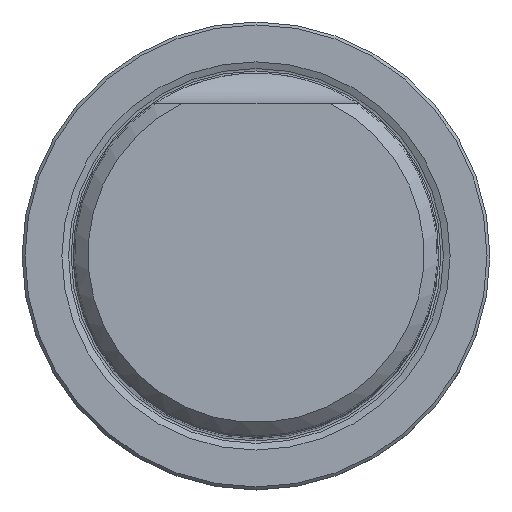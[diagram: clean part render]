
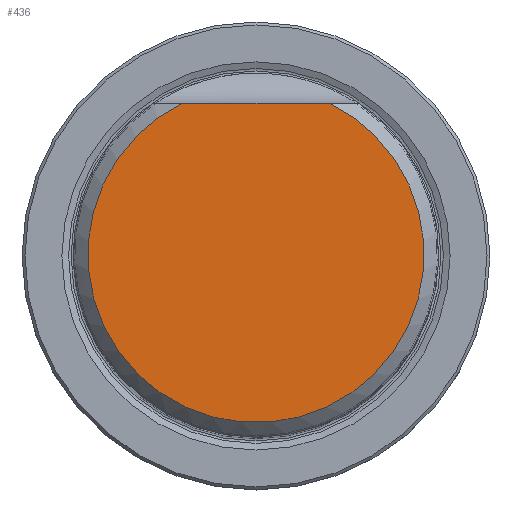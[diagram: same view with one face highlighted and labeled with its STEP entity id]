
A CAD part, top view. The second image highlights one B-rep face of the part: STEP entity #436.
In plain terms, the highlighted planar face has unit normal (0, 0, 1).
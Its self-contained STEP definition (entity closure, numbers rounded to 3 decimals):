
#317=PLANE('',#4515);
#436=ADVANCED_FACE('CU_SU_1',(#728),#317,.F.);
#728=FACE_OUTER_BOUND('',#960,.T.);
#960=EDGE_LOOP('',(#2143,#2144));
#1228=CIRCLE('',#4514,11.497);
#1351=LINE('',#6659,#1566);
#1566=VECTOR('',#5101,1.);
#2143=ORIENTED_EDGE('',*,*,#3739,.F.);
#2144=ORIENTED_EDGE('',*,*,#3740,.F.);
#3308=VERTEX_POINT('',#6657);
#3309=VERTEX_POINT('',#6658);
#3739=EDGE_CURVE('',#3308,#3309,#1228,.T.);
#3740=EDGE_CURVE('',#3309,#3308,#1351,.T.);
#4514=AXIS2_PLACEMENT_3D('',#6656,#5099,#5100);
#4515=AXIS2_PLACEMENT_3D('',#6660,#5102,#5103);
#5099=DIRECTION('',(0.,0.,-1.));
#5100=DIRECTION('',(0.,-1.,0.));
#5101=DIRECTION('',(1.,0.,0.));
#5102=DIRECTION('',(0.,0.,-1.));
#5103=DIRECTION('',(0.,-1.,0.));
#6656=CARTESIAN_POINT('',(0.,0.,56.));
#6657=CARTESIAN_POINT('',(4.999,10.353,56.));
#6658=CARTESIAN_POINT('',(-4.999,10.353,56.));
#6659=CARTESIAN_POINT('',(-12.497,10.353,56.));
#6660=CARTESIAN_POINT('',(0.,0.,56.));
